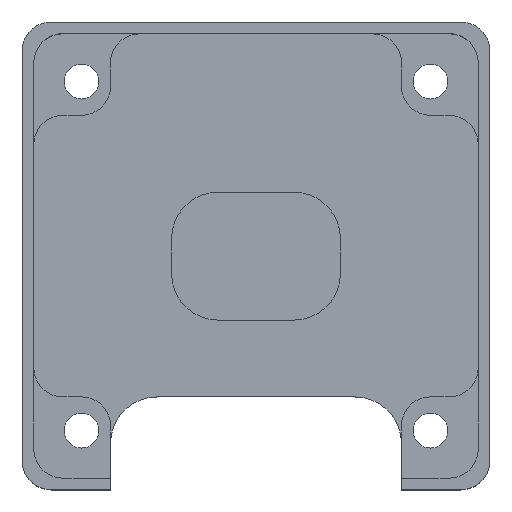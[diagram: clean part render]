
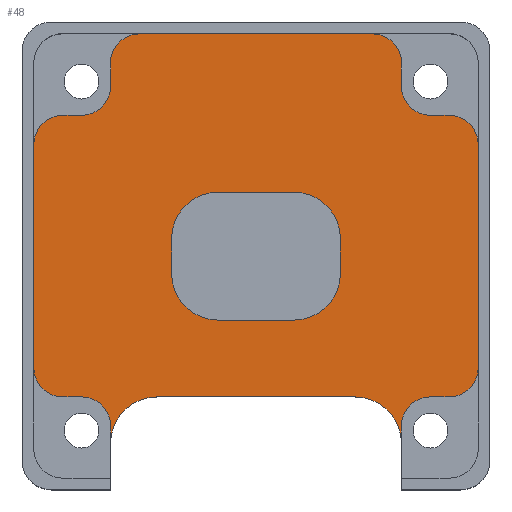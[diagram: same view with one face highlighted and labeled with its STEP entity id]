
A CAD part, top view. The second image highlights one B-rep face of the part: STEP entity #48.
In plain terms, the highlighted planar face has unit normal (0, 0, 1).
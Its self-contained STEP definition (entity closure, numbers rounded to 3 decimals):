
#48=ADVANCED_FACE('',(#579,#581),#583,.T.);
#579=FACE_BOUND('',#580,.T.);
#580=EDGE_LOOP('',(#1018,#1019,#1020,#1021,#1022,#1023,#1024,#1025,#1026,#1027,#1028,
#1029,#1030,#1031,#1032,#1033,#1034,#1035,#1036,#1037,#1038,#1039,#1040,#1041));
#581=FACE_BOUND('',#582,.T.);
#582=EDGE_LOOP('',(#1042,#1043,#1044,#1045,#1046,#1047,#1048,#1049));
#583=PLANE('',#584);
#584=AXIS2_PLACEMENT_3D('',#585,#586,#587);
#585=CARTESIAN_POINT('',(0.,0.,0.5));
#586=DIRECTION('',(0.,0.,1.));
#587=DIRECTION('',(-1.,0.,0.));
#1018=ORIENTED_EDGE('',*,*,#1346,.F.);
#1019=ORIENTED_EDGE('',*,*,#1347,.F.);
#1020=ORIENTED_EDGE('',*,*,#1348,.F.);
#1021=ORIENTED_EDGE('',*,*,#1349,.F.);
#1022=ORIENTED_EDGE('',*,*,#1350,.F.);
#1023=ORIENTED_EDGE('',*,*,#1351,.F.);
#1024=ORIENTED_EDGE('',*,*,#1352,.F.);
#1025=ORIENTED_EDGE('',*,*,#1353,.F.);
#1026=ORIENTED_EDGE('',*,*,#1354,.F.);
#1027=ORIENTED_EDGE('',*,*,#1355,.F.);
#1028=ORIENTED_EDGE('',*,*,#1356,.F.);
#1029=ORIENTED_EDGE('',*,*,#1357,.F.);
#1030=ORIENTED_EDGE('',*,*,#1358,.F.);
#1031=ORIENTED_EDGE('',*,*,#1359,.F.);
#1032=ORIENTED_EDGE('',*,*,#1360,.F.);
#1033=ORIENTED_EDGE('',*,*,#1361,.F.);
#1034=ORIENTED_EDGE('',*,*,#1362,.F.);
#1035=ORIENTED_EDGE('',*,*,#1363,.F.);
#1036=ORIENTED_EDGE('',*,*,#1364,.T.);
#1037=ORIENTED_EDGE('',*,*,#1365,.T.);
#1038=ORIENTED_EDGE('',*,*,#1366,.T.);
#1039=ORIENTED_EDGE('',*,*,#1367,.F.);
#1040=ORIENTED_EDGE('',*,*,#1368,.F.);
#1041=ORIENTED_EDGE('',*,*,#1369,.F.);
#1042=ORIENTED_EDGE('',*,*,#1370,.T.);
#1043=ORIENTED_EDGE('',*,*,#1371,.T.);
#1044=ORIENTED_EDGE('',*,*,#1372,.T.);
#1045=ORIENTED_EDGE('',*,*,#1373,.T.);
#1046=ORIENTED_EDGE('',*,*,#1374,.T.);
#1047=ORIENTED_EDGE('',*,*,#1375,.T.);
#1048=ORIENTED_EDGE('',*,*,#1376,.T.);
#1049=ORIENTED_EDGE('',*,*,#1377,.T.);
#1346=EDGE_CURVE('',#1510,#1511,#1512,.T.);
#1347=EDGE_CURVE('',#1513,#1510,#1514,.T.);
#1348=EDGE_CURVE('',#1515,#1513,#1516,.T.);
#1349=EDGE_CURVE('',#1517,#1515,#1518,.T.);
#1350=EDGE_CURVE('',#1519,#1517,#1520,.T.);
#1351=EDGE_CURVE('',#1521,#1519,#1522,.T.);
#1352=EDGE_CURVE('',#1523,#1521,#1524,.T.);
#1353=EDGE_CURVE('',#1525,#1523,#1526,.T.);
#1354=EDGE_CURVE('',#1527,#1525,#1528,.T.);
#1355=EDGE_CURVE('',#1529,#1527,#1530,.T.);
#1356=EDGE_CURVE('',#1531,#1529,#1532,.T.);
#1357=EDGE_CURVE('',#1533,#1531,#1534,.T.);
#1358=EDGE_CURVE('',#1535,#1533,#1536,.T.);
#1359=EDGE_CURVE('',#1537,#1535,#1538,.T.);
#1360=EDGE_CURVE('',#1539,#1537,#1540,.T.);
#1361=EDGE_CURVE('',#1541,#1539,#1542,.T.);
#1362=EDGE_CURVE('',#1543,#1541,#1544,.T.);
#1363=EDGE_CURVE('',#1545,#1543,#1546,.T.);
#1364=EDGE_CURVE('',#1545,#1547,#1548,.F.);
#1365=EDGE_CURVE('',#1547,#1549,#1550,.F.);
#1366=EDGE_CURVE('',#1549,#1551,#1552,.F.);
#1367=EDGE_CURVE('',#1553,#1551,#1554,.T.);
#1368=EDGE_CURVE('',#1555,#1553,#1556,.T.);
#1369=EDGE_CURVE('',#1511,#1555,#1557,.T.);
#1370=EDGE_CURVE('',#1558,#1559,#1560,.F.);
#1371=EDGE_CURVE('',#1559,#1561,#1562,.F.);
#1372=EDGE_CURVE('',#1561,#1563,#1564,.F.);
#1373=EDGE_CURVE('',#1563,#1565,#1566,.F.);
#1374=EDGE_CURVE('',#1565,#1567,#1568,.F.);
#1375=EDGE_CURVE('',#1567,#1569,#1570,.F.);
#1376=EDGE_CURVE('',#1569,#1571,#1572,.F.);
#1377=EDGE_CURVE('',#1571,#1558,#1573,.F.);
#1510=VERTEX_POINT('',#1786);
#1511=VERTEX_POINT('',#1787);
#1512=CIRCLE('',#1788,2.5);
#1513=VERTEX_POINT('',#1792);
#1514=LINE('',#1793,#1794);
#1515=VERTEX_POINT('',#1796);
#1516=CIRCLE('',#1797,2.5);
#1517=VERTEX_POINT('',#1801);
#1518=LINE('',#1802,#1803);
#1519=VERTEX_POINT('',#1805);
#1520=CIRCLE('',#1806,2.5);
#1521=VERTEX_POINT('',#1810);
#1522=LINE('',#1811,#1812);
#1523=VERTEX_POINT('',#1814);
#1524=CIRCLE('',#1815,2.5);
#1525=VERTEX_POINT('',#1819);
#1526=LINE('',#1820,#1821);
#1527=VERTEX_POINT('',#1823);
#1528=CIRCLE('',#1824,2.5);
#1529=VERTEX_POINT('',#1828);
#1530=LINE('',#1829,#1830);
#1531=VERTEX_POINT('',#1832);
#1532=CIRCLE('',#1833,2.5);
#1533=VERTEX_POINT('',#1837);
#1534=LINE('',#1838,#1839);
#1535=VERTEX_POINT('',#1841);
#1536=CIRCLE('',#1842,2.5);
#1537=VERTEX_POINT('',#1846);
#1538=LINE('',#1847,#1848);
#1539=VERTEX_POINT('',#1850);
#1540=CIRCLE('',#1851,2.5);
#1541=VERTEX_POINT('',#1855);
#1542=LINE('',#1856,#1857);
#1543=VERTEX_POINT('',#1859);
#1544=CIRCLE('',#1860,2.5);
#1545=VERTEX_POINT('',#1864);
#1546=LINE('',#1865,#1866);
#1547=VERTEX_POINT('',#1868);
#1548=CIRCLE('',#1869,4.);
#1549=VERTEX_POINT('',#1873);
#1550=LINE('',#1874,#1875);
#1551=VERTEX_POINT('',#1877);
#1552=CIRCLE('',#1878,4.);
#1553=VERTEX_POINT('',#1882);
#1554=LINE('',#1883,#1884);
#1555=VERTEX_POINT('',#1886);
#1556=CIRCLE('',#1887,2.5);
#1557=LINE('',#1891,#1892);
#1558=VERTEX_POINT('',#1894);
#1559=VERTEX_POINT('',#1895);
#1560=LINE('',#1896,#1897);
#1561=VERTEX_POINT('',#1899);
#1562=CIRCLE('',#1900,4.);
#1563=VERTEX_POINT('',#1904);
#1564=LINE('',#1905,#1906);
#1565=VERTEX_POINT('',#1908);
#1566=CIRCLE('',#1909,4.);
#1567=VERTEX_POINT('',#1913);
#1568=LINE('',#1914,#1915);
#1569=VERTEX_POINT('',#1917);
#1570=CIRCLE('',#1918,4.);
#1571=VERTEX_POINT('',#1922);
#1572=LINE('',#1923,#1924);
#1573=CIRCLE('',#1926,4.);
#1786=CARTESIAN_POINT('',(19.1,-9.6,0.5));
#1787=CARTESIAN_POINT('',(16.6,-12.1,0.5));
#1788=AXIS2_PLACEMENT_3D('',#1789,#1790,#1791);
#1789=CARTESIAN_POINT('',(16.6,-9.6,0.5));
#1790=DIRECTION('',(0.,0.,-1.));
#1791=DIRECTION('',(1.,0.,0.));
#1792=CARTESIAN_POINT('',(19.1,9.6,0.5));
#1793=CARTESIAN_POINT('',(19.1,9.6,0.5));
#1794=VECTOR('',#1795,1.);
#1795=DIRECTION('',(0.,-1.,0.));
#1796=CARTESIAN_POINT('',(16.6,12.1,0.5));
#1797=AXIS2_PLACEMENT_3D('',#1798,#1799,#1800);
#1798=CARTESIAN_POINT('',(16.6,9.6,0.5));
#1799=DIRECTION('',(0.,0.,-1.));
#1800=DIRECTION('',(0.,1.,0.));
#1801=CARTESIAN_POINT('',(15.,12.1,0.5));
#1802=CARTESIAN_POINT('',(15.,12.1,0.5));
#1803=VECTOR('',#1804,1.);
#1804=DIRECTION('',(1.,0.,0.));
#1805=CARTESIAN_POINT('',(12.5,14.6,0.5));
#1806=AXIS2_PLACEMENT_3D('',#1807,#1808,#1809);
#1807=CARTESIAN_POINT('',(15.,14.6,0.5));
#1808=DIRECTION('',(0.,0.,1.));
#1809=DIRECTION('',(-1.,0.,0.));
#1810=CARTESIAN_POINT('',(12.5,16.6,0.5));
#1811=CARTESIAN_POINT('',(12.5,16.6,0.5));
#1812=VECTOR('',#1813,1.);
#1813=DIRECTION('',(0.,-1.,0.));
#1814=CARTESIAN_POINT('',(10.,19.1,0.5));
#1815=AXIS2_PLACEMENT_3D('',#1816,#1817,#1818);
#1816=CARTESIAN_POINT('',(10.,16.6,0.5));
#1817=DIRECTION('',(0.,0.,-1.));
#1818=DIRECTION('',(0.,1.,0.));
#1819=CARTESIAN_POINT('',(-10.,19.1,0.5));
#1820=CARTESIAN_POINT('',(-10.,19.1,0.5));
#1821=VECTOR('',#1822,1.);
#1822=DIRECTION('',(1.,0.,0.));
#1823=CARTESIAN_POINT('',(-12.5,16.6,0.5));
#1824=AXIS2_PLACEMENT_3D('',#1825,#1826,#1827);
#1825=CARTESIAN_POINT('',(-10.,16.6,0.5));
#1826=DIRECTION('',(0.,0.,-1.));
#1827=DIRECTION('',(-1.,0.,0.));
#1828=CARTESIAN_POINT('',(-12.5,14.6,0.5));
#1829=CARTESIAN_POINT('',(-12.5,14.6,0.5));
#1830=VECTOR('',#1831,1.);
#1831=DIRECTION('',(0.,1.,0.));
#1832=CARTESIAN_POINT('',(-15.,12.1,0.5));
#1833=AXIS2_PLACEMENT_3D('',#1834,#1835,#1836);
#1834=CARTESIAN_POINT('',(-15.,14.6,0.5));
#1835=DIRECTION('',(0.,0.,1.));
#1836=DIRECTION('',(0.,-1.,0.));
#1837=CARTESIAN_POINT('',(-16.6,12.1,0.5));
#1838=CARTESIAN_POINT('',(-16.6,12.1,0.5));
#1839=VECTOR('',#1840,1.);
#1840=DIRECTION('',(1.,0.,0.));
#1841=CARTESIAN_POINT('',(-19.1,9.6,0.5));
#1842=AXIS2_PLACEMENT_3D('',#1843,#1844,#1845);
#1843=CARTESIAN_POINT('',(-16.6,9.6,0.5));
#1844=DIRECTION('',(0.,0.,-1.));
#1845=DIRECTION('',(-1.,0.,0.));
#1846=CARTESIAN_POINT('',(-19.1,-9.6,0.5));
#1847=CARTESIAN_POINT('',(-19.1,-9.6,0.5));
#1848=VECTOR('',#1849,1.);
#1849=DIRECTION('',(0.,1.,0.));
#1850=CARTESIAN_POINT('',(-16.6,-12.1,0.5));
#1851=AXIS2_PLACEMENT_3D('',#1852,#1853,#1854);
#1852=CARTESIAN_POINT('',(-16.6,-9.6,0.5));
#1853=DIRECTION('',(0.,0.,-1.));
#1854=DIRECTION('',(0.,-1.,0.));
#1855=CARTESIAN_POINT('',(-15.,-12.1,0.5));
#1856=CARTESIAN_POINT('',(-15.,-12.1,0.5));
#1857=VECTOR('',#1858,1.);
#1858=DIRECTION('',(-1.,0.,0.));
#1859=CARTESIAN_POINT('',(-12.5,-14.6,0.5));
#1860=AXIS2_PLACEMENT_3D('',#1861,#1862,#1863);
#1861=CARTESIAN_POINT('',(-15.,-14.6,0.5));
#1862=DIRECTION('',(0.,0.,1.));
#1863=DIRECTION('',(1.,0.,0.));
#1864=CARTESIAN_POINT('',(-12.5,-16.1,0.5));
#1865=CARTESIAN_POINT('',(-12.5,-16.1,0.5));
#1866=VECTOR('',#1867,1.);
#1867=DIRECTION('',(0.,1.,0.));
#1868=CARTESIAN_POINT('',(-8.5,-12.1,0.5));
#1869=AXIS2_PLACEMENT_3D('',#1870,#1871,#1872);
#1870=CARTESIAN_POINT('',(-8.5,-16.1,0.5));
#1871=DIRECTION('',(0.,0.,1.));
#1872=DIRECTION('',(0.,1.,0.));
#1873=CARTESIAN_POINT('',(8.5,-12.1,0.5));
#1874=CARTESIAN_POINT('',(8.5,-12.1,0.5));
#1875=VECTOR('',#1876,1.);
#1876=DIRECTION('',(-1.,0.,0.));
#1877=CARTESIAN_POINT('',(12.5,-16.1,0.5));
#1878=AXIS2_PLACEMENT_3D('',#1879,#1880,#1881);
#1879=CARTESIAN_POINT('',(8.5,-16.1,0.5));
#1880=DIRECTION('',(0.,0.,1.));
#1881=DIRECTION('',(1.,0.,0.));
#1882=CARTESIAN_POINT('',(12.5,-14.6,0.5));
#1883=CARTESIAN_POINT('',(12.5,-14.6,0.5));
#1884=VECTOR('',#1885,1.);
#1885=DIRECTION('',(0.,-1.,0.));
#1886=CARTESIAN_POINT('',(15.,-12.1,0.5));
#1887=AXIS2_PLACEMENT_3D('',#1888,#1889,#1890);
#1888=CARTESIAN_POINT('',(15.,-14.6,0.5));
#1889=DIRECTION('',(0.,0.,1.));
#1890=DIRECTION('',(0.,1.,0.));
#1891=CARTESIAN_POINT('',(16.6,-12.1,0.5));
#1892=VECTOR('',#1893,1.);
#1893=DIRECTION('',(-1.,0.,0.));
#1894=CARTESIAN_POINT('',(-3.25,5.5,0.5));
#1895=CARTESIAN_POINT('',(3.25,5.5,0.5));
#1896=CARTESIAN_POINT('',(3.25,5.5,0.5));
#1897=VECTOR('',#1898,1.);
#1898=DIRECTION('',(-1.,0.,0.));
#1899=CARTESIAN_POINT('',(7.25,1.5,0.5));
#1900=AXIS2_PLACEMENT_3D('',#1901,#1902,#1903);
#1901=CARTESIAN_POINT('',(3.25,1.5,0.5));
#1902=DIRECTION('',(0.,0.,1.));
#1903=DIRECTION('',(1.,0.,0.));
#1904=CARTESIAN_POINT('',(7.25,-1.5,0.5));
#1905=CARTESIAN_POINT('',(7.25,-1.5,0.5));
#1906=VECTOR('',#1907,1.);
#1907=DIRECTION('',(0.,1.,0.));
#1908=CARTESIAN_POINT('',(3.25,-5.5,0.5));
#1909=AXIS2_PLACEMENT_3D('',#1910,#1911,#1912);
#1910=CARTESIAN_POINT('',(3.25,-1.5,0.5));
#1911=DIRECTION('',(0.,0.,1.));
#1912=DIRECTION('',(0.,-1.,0.));
#1913=CARTESIAN_POINT('',(-3.25,-5.5,0.5));
#1914=CARTESIAN_POINT('',(-3.25,-5.5,0.5));
#1915=VECTOR('',#1916,1.);
#1916=DIRECTION('',(1.,0.,0.));
#1917=CARTESIAN_POINT('',(-7.25,-1.5,0.5));
#1918=AXIS2_PLACEMENT_3D('',#1919,#1920,#1921);
#1919=CARTESIAN_POINT('',(-3.25,-1.5,0.5));
#1920=DIRECTION('',(0.,0.,1.));
#1921=DIRECTION('',(-1.,0.,0.));
#1922=CARTESIAN_POINT('',(-7.25,1.5,0.5));
#1923=CARTESIAN_POINT('',(-7.25,1.5,0.5));
#1924=VECTOR('',#1925,1.);
#1925=DIRECTION('',(0.,-1.,0.));
#1926=AXIS2_PLACEMENT_3D('',#1927,#1928,#1929);
#1927=CARTESIAN_POINT('',(-3.25,1.5,0.5));
#1928=DIRECTION('',(0.,0.,1.));
#1929=DIRECTION('',(0.,1.,0.));
